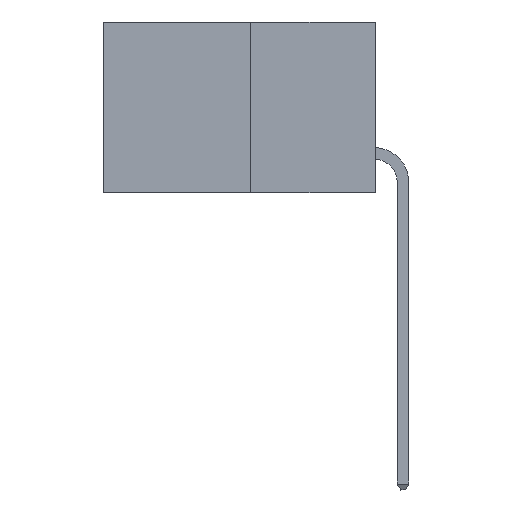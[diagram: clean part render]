
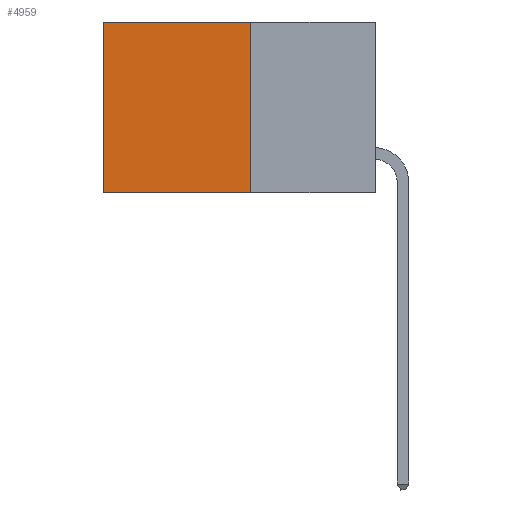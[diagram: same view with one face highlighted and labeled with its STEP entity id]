
A CAD part, left-side view. The second image highlights one B-rep face of the part: STEP entity #4959.
In plain terms, the highlighted planar face has unit normal (-1, 0, 0).
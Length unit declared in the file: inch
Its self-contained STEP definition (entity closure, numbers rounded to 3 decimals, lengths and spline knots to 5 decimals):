
#1109 = DIRECTION ( 'NONE',  ( 0., 0., -1. ) ) ;
#1125 = EDGE_LOOP ( 'NONE', ( #3523, #14822, #14562, #16595 ) ) ;
#1143 = VERTEX_POINT ( 'NONE', #5255 ) ;
#1305 = LINE ( 'NONE', #11784, #12967 ) ;
#1854 = FACE_OUTER_BOUND ( 'NONE', #1125, .T. ) ;
#2964 = EDGE_CURVE ( 'NONE', #15584, #11092, #14626, .T. ) ;
#3523 = ORIENTED_EDGE ( 'NONE', *, *, #7403, .T. ) ;
#4959 = ADVANCED_FACE ( 'NONE', ( #1854 ), #18418, .F. ) ;
#5220 = VECTOR ( 'NONE', #7528, 39.37008 ) ;
#5255 = CARTESIAN_POINT ( 'NONE',  ( 0.277, 0.27, 0. ) ) ;
#5857 = VECTOR ( 'NONE', #7075, 39.37008 ) ;
#6042 = CARTESIAN_POINT ( 'NONE',  ( 0.277, 0.59, 0. ) ) ;
#6411 = EDGE_CURVE ( 'NONE', #1143, #11566, #9152, .T. ) ;
#7075 = DIRECTION ( 'NONE',  ( 0., 0., -1. ) ) ;
#7169 = DIRECTION ( 'NONE',  ( 0., 1., 0. ) ) ;
#7403 = EDGE_CURVE ( 'NONE', #11566, #11092, #9839, .T. ) ;
#7407 = CARTESIAN_POINT ( 'NONE',  ( 0.277, 0.59, -0.37 ) ) ;
#7528 = DIRECTION ( 'NONE',  ( 0., 1., 0. ) ) ;
#8998 = CARTESIAN_POINT ( 'NONE',  ( 0.277, 0.27, -0.37 ) ) ;
#9152 = LINE ( 'NONE', #9368, #5220 ) ;
#9368 = CARTESIAN_POINT ( 'NONE',  ( 0.277, 0.27, 0. ) ) ;
#9839 = LINE ( 'NONE', #7407, #5857 ) ;
#10892 = CARTESIAN_POINT ( 'NONE',  ( 0.277, 0.27, -0.37 ) ) ;
#11092 = VERTEX_POINT ( 'NONE', #18366 ) ;
#11566 = VERTEX_POINT ( 'NONE', #6042 ) ;
#11784 = CARTESIAN_POINT ( 'NONE',  ( 0.277, 0.27, -0.37 ) ) ;
#12967 = VECTOR ( 'NONE', #1109, 39.37008 ) ;
#13422 = EDGE_CURVE ( 'NONE', #1143, #15584, #1305, .T. ) ;
#14156 = VECTOR ( 'NONE', #7169, 39.37008 ) ;
#14562 = ORIENTED_EDGE ( 'NONE', *, *, #13422, .F. ) ;
#14626 = LINE ( 'NONE', #8998, #14156 ) ;
#14822 = ORIENTED_EDGE ( 'NONE', *, *, #2964, .F. ) ;
#15584 = VERTEX_POINT ( 'NONE', #10892 ) ;
#16595 = ORIENTED_EDGE ( 'NONE', *, *, #6411, .T. ) ;
#17403 = AXIS2_PLACEMENT_3D ( 'NONE', #18180, #18589, #17899 ) ;
#17899 = DIRECTION ( 'NONE',  ( 0., 0., -1. ) ) ;
#18180 = CARTESIAN_POINT ( 'NONE',  ( 0.277, 0.27, -0.37 ) ) ;
#18366 = CARTESIAN_POINT ( 'NONE',  ( 0.277, 0.59, -0.37 ) ) ;
#18418 = PLANE ( 'NONE',  #17403 ) ;
#18589 = DIRECTION ( 'NONE',  ( 1., 0., 0. ) ) ;
